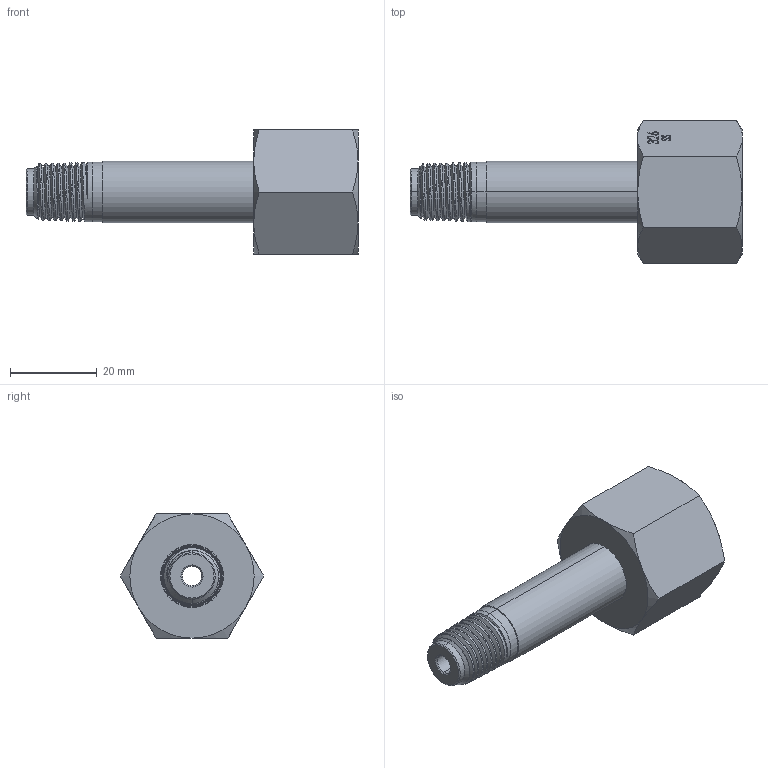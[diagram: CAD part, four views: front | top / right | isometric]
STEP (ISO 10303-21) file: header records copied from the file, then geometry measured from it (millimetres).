
FILE_DESCRIPTION (( 'STEP AP203' ), '1' );
FILE_NAME ('INL-326SS-4M-48.STEP', '2024-11-14T18:34:30', ( '' ), ( '' ), 'SwSTEP 2.0', 'SolidWorks 2018', '' );
FILE_SCHEMA (( 'CONFIG_CONTROL_DESIGN' ));
Length unit declared in the file: inch
Products named in the file (3): INL-326SS-4M-48; PRT-000035; PRT-000080
Assembly tree (2 placements, depth 2):
  INL-326SS-4M-48
    PRT-000080
    PRT-000035
Bounding box: 76.39 x 33 x 28.57 mm (x, y, z)
Volume: 20219.7 mm3; surface area: 10219.6 mm2
Topology: 2 solids, 2 shells, 194 faces, 704 edges, 522 vertices
Faces by surface type: bspline 66, cone 45, plane 42, cylinder 33, torus 6, sphere 2
Entity records: 18960 total; most frequent: CARTESIAN_POINT 13498, ORIENTED_EDGE 1404, EDGE_CURVE 702, DIRECTION 621, VERTEX_POINT 522, B_SPLINE_CURVE_WITH_KNOTS 431, AXIS2_PLACEMENT_3D 217, EDGE_LOOP 208
